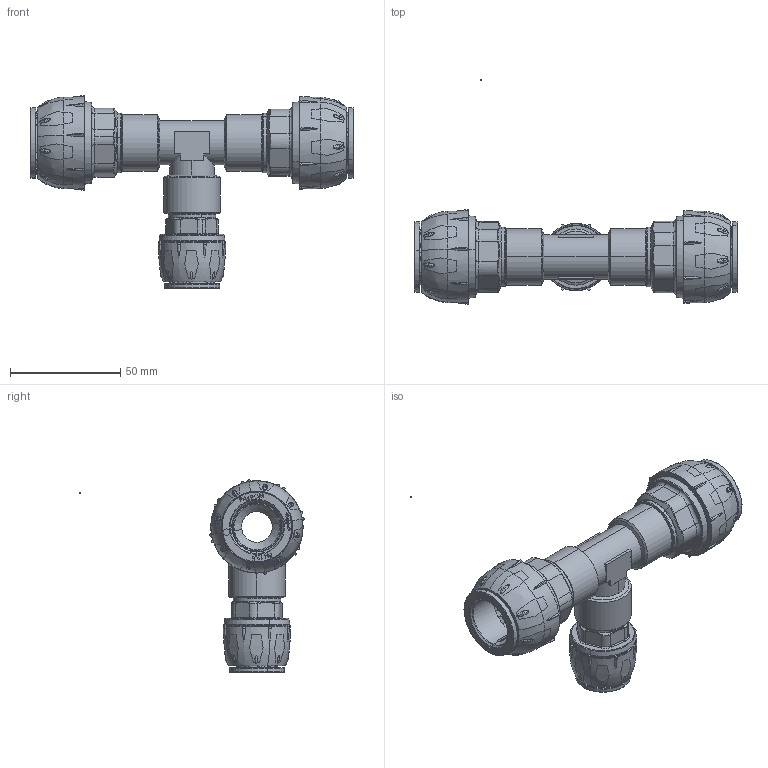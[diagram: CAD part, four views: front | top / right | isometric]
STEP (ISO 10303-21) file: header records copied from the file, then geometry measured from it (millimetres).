
FILE_DESCRIPTION (( 'STEP AP214' ), '1' );
FILE_NAME ('SIC-R217.R22.015.STEP', '2021-12-01T16:04:11', ( '' ), ( '' ), 'SwSTEP 2.0', 'SolidWorks 2021', '' );
FILE_SCHEMA (( 'AUTOMOTIVE_DESIGN' ));
Length unit declared in the file: millimetre
Products named in the file (5): R211.015.012; Loc-9466_50; SIC-R217.R22.015; DRF.3F04; R211.022.012
Assembly tree (5 placements, depth 2):
  SIC-R217.R22.015
    Loc-9466_50
    DRF.3F04
    R211.015.012
    R211.022.012  x2
Bounding box: 146.7 x 101.85 x 87.5 mm (x, y, z)
Volume: 81072.8 mm3; surface area: 71585.1 mm2
Topology: 20 solids, 20 shells, 3315 faces, 9645 edges, 6411 vertices
Faces by surface type: bspline 1058, plane 878, cylinder 727, torus 334, cone 262, sphere 56
Entity records: 154202 total; most frequent: CARTESIAN_POINT 80094, ORIENTED_EDGE 12694, DIRECTION 7509, EDGE_CURVE 6347, VERTEX_POINT 4251, B_SPLINE_CURVE_WITH_KNOTS 3097, AXIS2_PLACEMENT_3D 2819, EDGE_LOOP 2338
